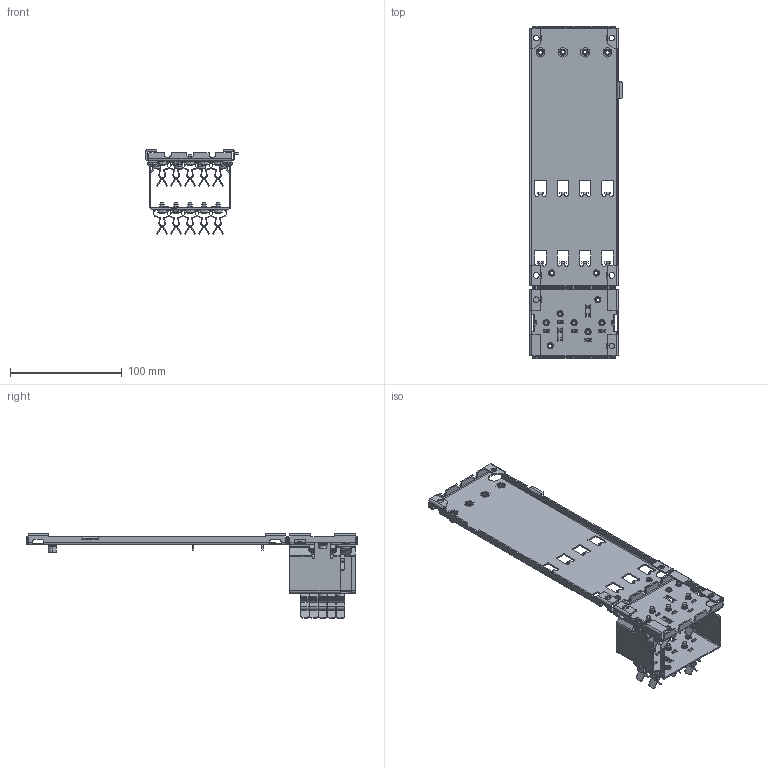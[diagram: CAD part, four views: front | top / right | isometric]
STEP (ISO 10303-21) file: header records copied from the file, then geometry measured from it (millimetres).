
FILE_DESCRIPTION((''),'2;1');
FILE_NAME('P4050_BACKPLATE_ASSY_ASM','2025-01-08T12:14:20',('U388355'),('Danfoss Drives'),'CREO PARAMETRIC BY PTC INC, 2022124','CREO PARAMETRIC BY PTC INC, 2022124','');
FILE_SCHEMA(('CONFIG_CONTROL_DESIGN','GEOMETRIC_VALIDATION_PROPERTIES_MIM'));
Length unit declared in the file: millimetre
Products named in the file (8): P4050_BACKPLATEPEM; PEM-SO-M4-08; 70CMC15277_ASM; 70CMC15278; P4050_PUPUNKORVAT_B; 70CMC00407_A; 70CMC15279; P4050_BACKPLATE_ASSY_ASM
Assembly tree (30 placements, depth 3):
  P4050_BACKPLATE_ASSY_ASM
    70CMC15277_ASM
      P4050_BACKPLATEPEM
      PEM-SO-M4-08  x4
    70CMC15278
    P4050_PUPUNKORVAT_B  x10
    70CMC00407_A  x12
    70CMC15279
Bounding box: 83 x 297 x 75.5 mm (x, y, z)
Volume: 54278.6 mm3; surface area: 105333.1 mm2
Topology: 29 solids, 29 shells, 3956 faces, 10752 edges, 6792 vertices
Faces by surface type: plane 1854, cylinder 1710, bspline 272, torus 80, cone 40
Entity records: 54995 total; most frequent: CARTESIAN_POINT 10562, DIRECTION 8594, ORIENTED_EDGE 8362, EDGE_CURVE 4181, VECTOR 2872, LINE 2872, AXIS2_PLACEMENT_3D 2861, VERTEX_POINT 2565
